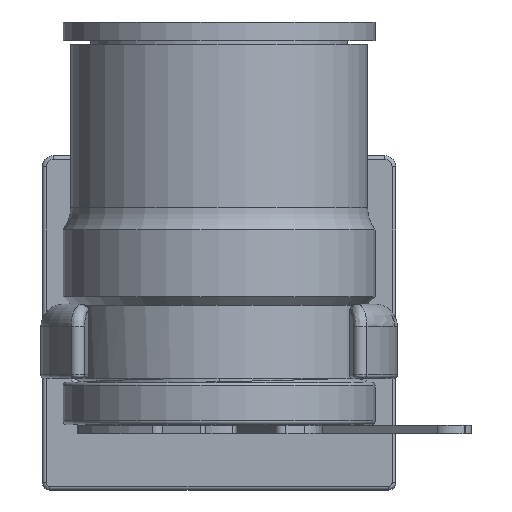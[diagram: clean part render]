
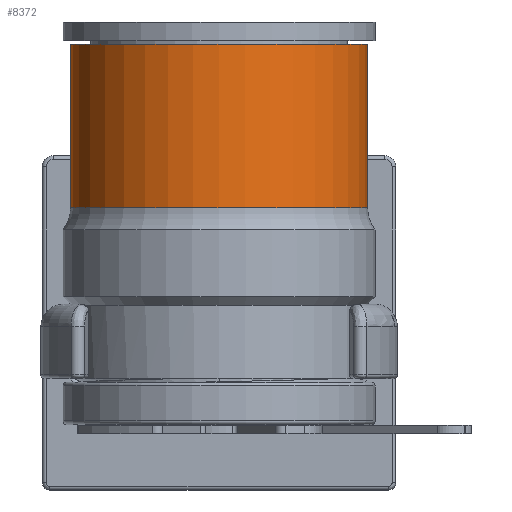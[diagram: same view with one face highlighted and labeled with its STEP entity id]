
A CAD part, left-side view. The second image highlights one B-rep face of the part: STEP entity #8372.
In plain terms, the highlighted cylindrical face has radius 20 mm (diameter 40 mm), a full revolution.
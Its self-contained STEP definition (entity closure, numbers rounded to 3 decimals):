
#595=FACE_OUTER_BOUND('',#1187,.T.);
#1187=EDGE_LOOP('',(#6267,#6268,#6269,#6270,#6271));
#1757=CIRCLE('',#9134,20.);
#1758=CIRCLE('',#9135,20.);
#1762=CIRCLE('',#9140,20.);
#2537=LINE('',#16767,#2985);
#2985=VECTOR('',#10897,20.);
#3568=VERTEX_POINT('',#16755);
#3569=VERTEX_POINT('',#16756);
#3572=VERTEX_POINT('',#16765);
#4512=EDGE_CURVE('',#3568,#3569,#1757,.T.);
#4513=EDGE_CURVE('',#3569,#3568,#1758,.T.);
#4517=EDGE_CURVE('',#3572,#3572,#1762,.T.);
#4518=EDGE_CURVE('',#3572,#3569,#2537,.T.);
#6267=ORIENTED_EDGE('',*,*,#4517,.F.);
#6268=ORIENTED_EDGE('',*,*,#4518,.T.);
#6269=ORIENTED_EDGE('',*,*,#4512,.F.);
#6270=ORIENTED_EDGE('',*,*,#4513,.F.);
#6271=ORIENTED_EDGE('',*,*,#4518,.F.);
#8036=CYLINDRICAL_SURFACE('',#9139,20.);
#8372=ADVANCED_FACE('',(#595),#8036,.T.);
#9134=AXIS2_PLACEMENT_3D('',#16757,#10883,#10884);
#9135=AXIS2_PLACEMENT_3D('',#16758,#10885,#10886);
#9139=AXIS2_PLACEMENT_3D('',#16764,#10893,#10894);
#9140=AXIS2_PLACEMENT_3D('',#16766,#10895,#10896);
#10883=DIRECTION('center_axis',(0.,0.,-1.));
#10884=DIRECTION('ref_axis',(-1.,0.,0.));
#10885=DIRECTION('center_axis',(0.,0.,-1.));
#10886=DIRECTION('ref_axis',(-1.,0.,0.));
#10893=DIRECTION('center_axis',(0.,0.,1.));
#10894=DIRECTION('ref_axis',(1.,0.,0.));
#10895=DIRECTION('center_axis',(0.,0.,1.));
#10896=DIRECTION('ref_axis',(1.,0.,0.));
#10897=DIRECTION('',(0.,0.,-1.));
#16755=CARTESIAN_POINT('',(-35.,0.,33.375));
#16756=CARTESIAN_POINT('',(-75.,0.,33.375));
#16757=CARTESIAN_POINT('Origin',(-55.,0.,33.375));
#16758=CARTESIAN_POINT('Origin',(-55.,0.,33.375));
#16764=CARTESIAN_POINT('Origin',(-55.,0.,10.375));
#16765=CARTESIAN_POINT('',(-75.,0.,55.375));
#16766=CARTESIAN_POINT('Origin',(-55.,0.,55.375));
#16767=CARTESIAN_POINT('',(-75.,0.,10.375));
